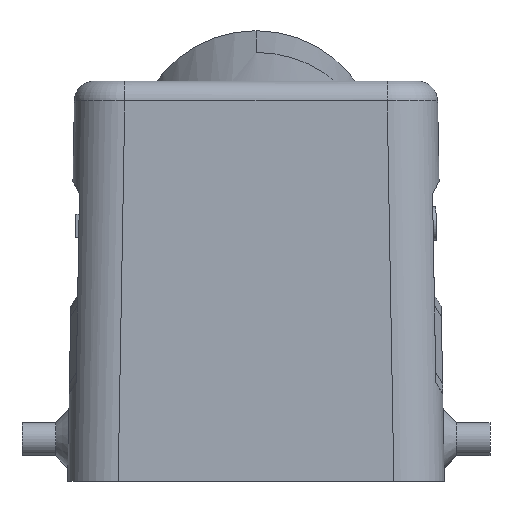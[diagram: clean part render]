
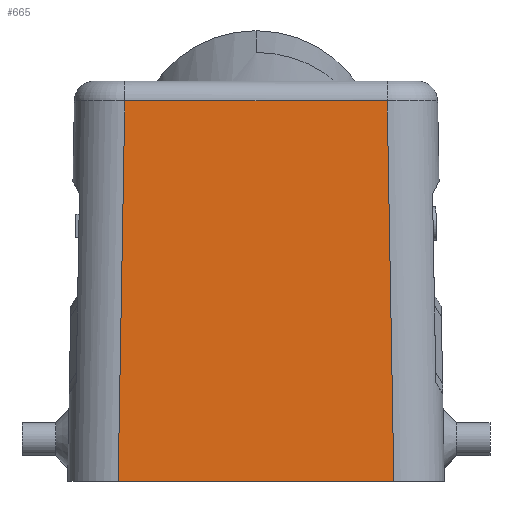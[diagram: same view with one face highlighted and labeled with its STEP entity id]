
A CAD part, left-side view. The second image highlights one B-rep face of the part: STEP entity #665.
In plain terms, the highlighted planar face has unit normal (-1, 0, 0.018).
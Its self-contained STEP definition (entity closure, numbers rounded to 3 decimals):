
#203=PLANE('',#5941);
#665=ADVANCED_FACE('',(#1054),#203,.T.);
#1054=FACE_OUTER_BOUND('',#1379,.T.);
#1379=EDGE_LOOP('',(#2776,#2777,#2778,#2779));
#2776=ORIENTED_EDGE('',*,*,#4363,.T.);
#2777=ORIENTED_EDGE('',*,*,#4359,.T.);
#2778=ORIENTED_EDGE('',*,*,#4364,.F.);
#2779=ORIENTED_EDGE('',*,*,#4365,.T.);
#3624=VERTEX_POINT('',#9137);
#3625=VERTEX_POINT('',#9139);
#3628=VERTEX_POINT('',#9153);
#3629=VERTEX_POINT('',#9155);
#4359=EDGE_CURVE('',#3625,#3624,#4979,.T.);
#4363=EDGE_CURVE('',#3628,#3625,#4981,.T.);
#4364=EDGE_CURVE('',#3629,#3624,#4982,.T.);
#4365=EDGE_CURVE('',#3629,#3628,#4983,.T.);
#4979=LINE('',#9138,#5514);
#4981=LINE('',#9152,#5516);
#4982=LINE('',#9154,#5517);
#4983=LINE('',#9156,#5518);
#5514=VECTOR('',#7170,1.);
#5516=VECTOR('',#7174,1.);
#5517=VECTOR('',#7175,1.);
#5518=VECTOR('',#7176,1.);
#5941=AXIS2_PLACEMENT_3D('',#9157,#7177,#7178);
#7170=DIRECTION('',(0.017,0.017,1.));
#7174=DIRECTION('',(0.,-1.,0.));
#7175=DIRECTION('',(0.,-1.,0.));
#7176=DIRECTION('',(-0.017,0.017,-1.));
#7177=DIRECTION('',(-1.,0.,0.017));
#7178=DIRECTION('',(0.,-1.,0.));
#9137=CARTESIAN_POINT('',(-40.013,-19.514,-2.948));
#9138=CARTESIAN_POINT('',(-41.,-20.501,-59.5));
#9139=CARTESIAN_POINT('',(-41.,-20.501,-59.5));
#9152=CARTESIAN_POINT('',(-41.,20.501,-59.5));
#9153=CARTESIAN_POINT('',(-41.,20.501,-59.5));
#9154=CARTESIAN_POINT('',(-40.013,19.514,-2.948));
#9155=CARTESIAN_POINT('',(-40.013,19.514,-2.948));
#9156=CARTESIAN_POINT('',(-40.013,19.514,-2.948));
#9157=CARTESIAN_POINT('',(-41.,-30.387,-59.5));
